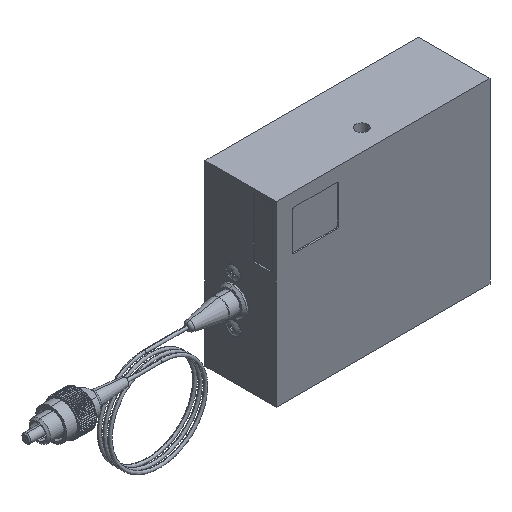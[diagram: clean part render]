
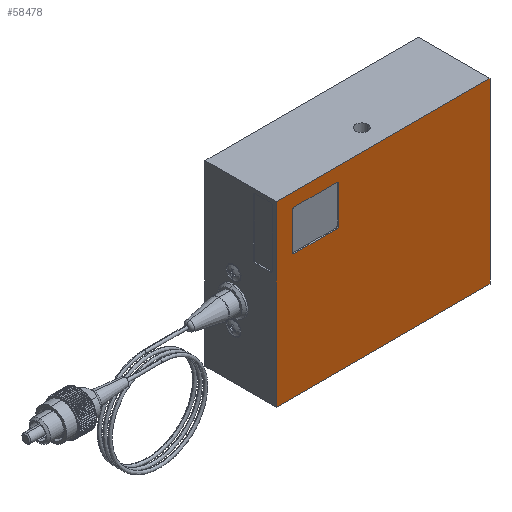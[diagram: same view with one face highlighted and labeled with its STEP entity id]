
A CAD part, isometric view. The second image highlights one B-rep face of the part: STEP entity #58478.
In plain terms, the highlighted planar face has unit normal (0, -1, 0).
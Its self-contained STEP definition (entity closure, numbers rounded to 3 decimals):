
#692 = EDGE_LOOP ( 'NONE', ( #17544, #14043, #62258, #27758 ) ) ;
#2772 = DIRECTION ( 'NONE',  ( 1., 0., 0. ) ) ;
#3144 = ORIENTED_EDGE ( 'NONE', *, *, #59522, .F. ) ;
#3776 = EDGE_LOOP ( 'NONE', ( #39934, #6018, #3144, #62469, #55005, #5711, #21808, #4473 ) ) ;
#4166 = CARTESIAN_POINT ( 'NONE',  ( -30., 0., -25. ) ) ;
#4473 = ORIENTED_EDGE ( 'NONE', *, *, #67798, .F. ) ;
#4524 = CARTESIAN_POINT ( 'NONE',  ( -24.8, 0., 20.495 ) ) ;
#4833 = CARTESIAN_POINT ( 'NONE',  ( 30., 0., -25. ) ) ;
#5365 = LINE ( 'NONE', #43236, #19368 ) ;
#5711 = ORIENTED_EDGE ( 'NONE', *, *, #37743, .F. ) ;
#6018 = ORIENTED_EDGE ( 'NONE', *, *, #54538, .F. ) ;
#6855 = EDGE_CURVE ( 'NONE', #21189, #35093, #27379, .T. ) ;
#7222 = CARTESIAN_POINT ( 'NONE',  ( -12.4, 0., 10.595 ) ) ;
#7527 = AXIS2_PLACEMENT_3D ( 'NONE', #28389, #17114, #16861 ) ;
#8107 = CARTESIAN_POINT ( 'NONE',  ( -30., 0., -25. ) ) ;
#8174 = CARTESIAN_POINT ( 'NONE',  ( -13.1, 0., 20.495 ) ) ;
#8939 = EDGE_CURVE ( 'NONE', #33488, #57861, #35693, .T. ) ;
#9112 = EDGE_CURVE ( 'NONE', #39786, #17685, #57615, .T. ) ;
#9408 = DIRECTION ( 'NONE',  ( 0., 0., -1. ) ) ;
#9805 = DIRECTION ( 'NONE',  ( 0., 0., 1. ) ) ;
#9872 = LINE ( 'NONE', #48929, #22312 ) ;
#12872 = VERTEX_POINT ( 'NONE', #45099 ) ;
#13373 = DIRECTION ( 'NONE',  ( -1., 0., 0. ) ) ;
#13435 = DIRECTION ( 'NONE',  ( 0., 0., -1. ) ) ;
#14043 = ORIENTED_EDGE ( 'NONE', *, *, #63271, .F. ) ;
#14798 = CARTESIAN_POINT ( 'NONE',  ( -24.8, 0., 21.195 ) ) ;
#15051 = CARTESIAN_POINT ( 'NONE',  ( -24.8, 0., 9.895 ) ) ;
#15708 = EDGE_CURVE ( 'NONE', #17685, #63339, #9872, .T. ) ;
#16861 = DIRECTION ( 'NONE',  ( 0., 0., -1. ) ) ;
#17114 = DIRECTION ( 'NONE',  ( 0., -1., 0. ) ) ;
#17544 = ORIENTED_EDGE ( 'NONE', *, *, #9112, .F. ) ;
#17570 = VECTOR ( 'NONE', #66883, 1000. ) ;
#17685 = VERTEX_POINT ( 'NONE', #57265 ) ;
#18248 = CIRCLE ( 'NONE', #62035, 0.7 ) ;
#19368 = VECTOR ( 'NONE', #48503, 1000. ) ;
#20110 = DIRECTION ( 'NONE',  ( -1., 0., 0. ) ) ;
#20700 = VECTOR ( 'NONE', #20110, 1000. ) ;
#21101 = DIRECTION ( 'NONE',  ( 0., 0., -1. ) ) ;
#21189 = VERTEX_POINT ( 'NONE', #25923 ) ;
#21808 = ORIENTED_EDGE ( 'NONE', *, *, #31679, .F. ) ;
#22312 = VECTOR ( 'NONE', #54158, 1000. ) ;
#23517 = EDGE_CURVE ( 'NONE', #63339, #36613, #26725, .T. ) ;
#24497 = AXIS2_PLACEMENT_3D ( 'NONE', #8174, #44842, #13435 ) ;
#25389 = LINE ( 'NONE', #8107, #51515 ) ;
#25571 = VECTOR ( 'NONE', #2772, 1000. ) ;
#25824 = EDGE_CURVE ( 'NONE', #12872, #21189, #18248, .T. ) ;
#25923 = CARTESIAN_POINT ( 'NONE',  ( -25.5, 0., 20.495 ) ) ;
#26725 = LINE ( 'NONE', #59172, #40608 ) ;
#27379 = LINE ( 'NONE', #66974, #53476 ) ;
#27758 = ORIENTED_EDGE ( 'NONE', *, *, #15708, .F. ) ;
#28389 = CARTESIAN_POINT ( 'NONE',  ( -13.1, 0., 10.595 ) ) ;
#29745 = DIRECTION ( 'NONE',  ( 0., -1., 0. ) ) ;
#30134 = PLANE ( 'NONE',  #57844 ) ;
#31048 = VERTEX_POINT ( 'NONE', #57590 ) ;
#31679 = EDGE_CURVE ( 'NONE', #31048, #64349, #35942, .T. ) ;
#31843 = VERTEX_POINT ( 'NONE', #15051 ) ;
#33068 = FACE_OUTER_BOUND ( 'NONE', #692, .T. ) ;
#33305 = DIRECTION ( 'NONE',  ( 0., 0., -1. ) ) ;
#33488 = VERTEX_POINT ( 'NONE', #62938 ) ;
#35093 = VERTEX_POINT ( 'NONE', #63963 ) ;
#35218 = CIRCLE ( 'NONE', #48452, 0.7 ) ;
#35693 = CIRCLE ( 'NONE', #7527, 0.7 ) ;
#35942 = CIRCLE ( 'NONE', #24497, 0.7 ) ;
#36613 = VERTEX_POINT ( 'NONE', #4833 ) ;
#37743 = EDGE_CURVE ( 'NONE', #64349, #12872, #48477, .T. ) ;
#39786 = VERTEX_POINT ( 'NONE', #52115 ) ;
#39934 = ORIENTED_EDGE ( 'NONE', *, *, #8939, .F. ) ;
#40608 = VECTOR ( 'NONE', #33305, 1000. ) ;
#40869 = DIRECTION ( 'NONE',  ( 0., -1., 0. ) ) ;
#41246 = DIRECTION ( 'NONE',  ( 0., -1., 0. ) ) ;
#43236 = CARTESIAN_POINT ( 'NONE',  ( -12.4, 0., 10.595 ) ) ;
#44842 = DIRECTION ( 'NONE',  ( 0., -1., 0. ) ) ;
#45099 = CARTESIAN_POINT ( 'NONE',  ( -24.8, 0., 21.195 ) ) ;
#48452 = AXIS2_PLACEMENT_3D ( 'NONE', #60873, #29745, #66095 ) ;
#48477 = LINE ( 'NONE', #14798, #20700 ) ;
#48503 = DIRECTION ( 'NONE',  ( 0., 0., 1. ) ) ;
#48929 = CARTESIAN_POINT ( 'NONE',  ( -30., 0., 25. ) ) ;
#51515 = VECTOR ( 'NONE', #13373, 1000. ) ;
#52115 = CARTESIAN_POINT ( 'NONE',  ( -30., 0., -25. ) ) ;
#53476 = VECTOR ( 'NONE', #21101, 1000. ) ;
#54158 = DIRECTION ( 'NONE',  ( 1., 0., 0. ) ) ;
#54538 = EDGE_CURVE ( 'NONE', #31843, #33488, #67027, .T. ) ;
#55005 = ORIENTED_EDGE ( 'NONE', *, *, #25824, .F. ) ;
#55677 = CARTESIAN_POINT ( 'NONE',  ( 30., 0., 25. ) ) ;
#57265 = CARTESIAN_POINT ( 'NONE',  ( -30., 0., 25. ) ) ;
#57443 = FACE_BOUND ( 'NONE', #3776, .T. ) ;
#57590 = CARTESIAN_POINT ( 'NONE',  ( -12.4, 0., 20.495 ) ) ;
#57615 = LINE ( 'NONE', #61452, #17570 ) ;
#57844 = AXIS2_PLACEMENT_3D ( 'NONE', #4166, #40869, #9408 ) ;
#57861 = VERTEX_POINT ( 'NONE', #7222 ) ;
#58478 = ADVANCED_FACE ( 'NONE', ( #57443, #33068 ), #30134, .T. ) ;
#59172 = CARTESIAN_POINT ( 'NONE',  ( 30., 0., 25. ) ) ;
#59522 = EDGE_CURVE ( 'NONE', #35093, #31843, #35218, .T. ) ;
#60241 = CARTESIAN_POINT ( 'NONE',  ( -13.1, 0., 21.195 ) ) ;
#60873 = CARTESIAN_POINT ( 'NONE',  ( -24.8, 0., 10.595 ) ) ;
#61452 = CARTESIAN_POINT ( 'NONE',  ( -30., 0., 25. ) ) ;
#62035 = AXIS2_PLACEMENT_3D ( 'NONE', #4524, #41246, #9805 ) ;
#62258 = ORIENTED_EDGE ( 'NONE', *, *, #23517, .F. ) ;
#62469 = ORIENTED_EDGE ( 'NONE', *, *, #6855, .F. ) ;
#62938 = CARTESIAN_POINT ( 'NONE',  ( -13.1, 0., 9.895 ) ) ;
#63271 = EDGE_CURVE ( 'NONE', #36613, #39786, #25389, .T. ) ;
#63339 = VERTEX_POINT ( 'NONE', #55677 ) ;
#63963 = CARTESIAN_POINT ( 'NONE',  ( -25.5, 0., 10.595 ) ) ;
#64349 = VERTEX_POINT ( 'NONE', #60241 ) ;
#65336 = CARTESIAN_POINT ( 'NONE',  ( -24.8, 0., 9.895 ) ) ;
#66095 = DIRECTION ( 'NONE',  ( 0., 0., -1. ) ) ;
#66883 = DIRECTION ( 'NONE',  ( 0., 0., 1. ) ) ;
#66974 = CARTESIAN_POINT ( 'NONE',  ( -25.5, 0., 10.595 ) ) ;
#67027 = LINE ( 'NONE', #65336, #25571 ) ;
#67798 = EDGE_CURVE ( 'NONE', #57861, #31048, #5365, .T. ) ;
